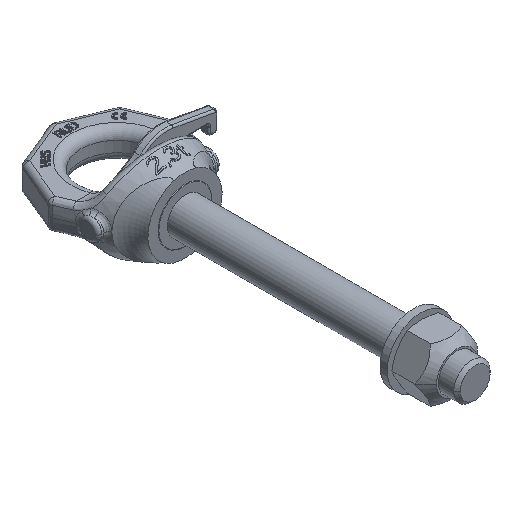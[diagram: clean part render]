
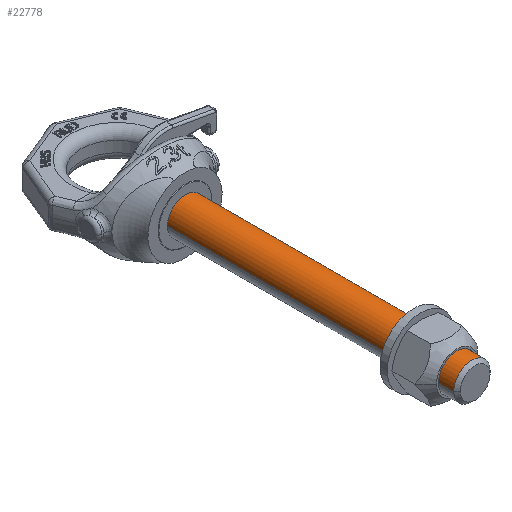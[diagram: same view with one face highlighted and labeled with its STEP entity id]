
A CAD part, isometric view. The second image highlights one B-rep face of the part: STEP entity #22778.
In plain terms, the highlighted cylindrical face has radius 10 mm (diameter 20 mm), a partial arc.
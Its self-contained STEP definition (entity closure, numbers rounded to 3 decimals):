
#21132=DIRECTION('',(-1.,0.,0.));
#21133=VECTOR('',#21132,158.25);
#21134=CARTESIAN_POINT('',(158.25,10.,0.));
#21135=LINE('',#21134,#21133);
#21136=DIRECTION('',(-1.,0.,0.));
#21137=VECTOR('',#21136,158.25);
#21138=CARTESIAN_POINT('',(158.25,-10.,0.));
#21139=LINE('',#21138,#21137);
#21140=CARTESIAN_POINT('',(158.25,0.,0.));
#21141=DIRECTION('',(-1.,0.,0.));
#21142=DIRECTION('',(0.,1.,0.));
#21143=AXIS2_PLACEMENT_3D('',#21140,#21141,#21142);
#21150=CARTESIAN_POINT('',(0.,0.,0.));
#21151=DIRECTION('',(-1.,0.,0.));
#21152=DIRECTION('',(0.,1.,0.));
#21153=AXIS2_PLACEMENT_3D('',#21150,#21151,#21152);
#22329=CARTESIAN_POINT('',(158.25,10.,0.));
#22331=VERTEX_POINT('',#22329);
#22332=CARTESIAN_POINT('',(0.,10.,0.));
#22333=VERTEX_POINT('',#22332);
#22339=CARTESIAN_POINT('',(158.25,-10.,0.));
#22341=VERTEX_POINT('',#22339);
#22342=CARTESIAN_POINT('',(0.,-10.,0.));
#22343=VERTEX_POINT('',#22342);
#22764=CARTESIAN_POINT('',(-25.325,0.,0.));
#22765=DIRECTION('',(1.,0.,0.));
#22766=DIRECTION('',(0.,-1.,0.));
#22767=AXIS2_PLACEMENT_3D('',#22764,#22765,#22766);
#22768=CYLINDRICAL_SURFACE('',#22767,10.);
#22770=ORIENTED_EDGE('',*,*,#22769,.T.);
#22772=ORIENTED_EDGE('',*,*,#22771,.T.);
#22774=ORIENTED_EDGE('',*,*,#22773,.F.);
#22775=ORIENTED_EDGE('',*,*,#22757,.F.);
#22776=EDGE_LOOP('',(#22770,#22772,#22774,#22775));
#22777=FACE_OUTER_BOUND('',#22776,.F.);
#22778=ADVANCED_FACE('',(#22777),#22768,.T.);
#21144=CIRCLE('',#21143,10.);
#21154=CIRCLE('',#21153,10.);
#22757=EDGE_CURVE('',#22331,#22341,#21144,.T.);
#22769=EDGE_CURVE('',#22331,#22333,#21135,.T.);
#22771=EDGE_CURVE('',#22333,#22343,#21154,.T.);
#22773=EDGE_CURVE('',#22341,#22343,#21139,.T.);
